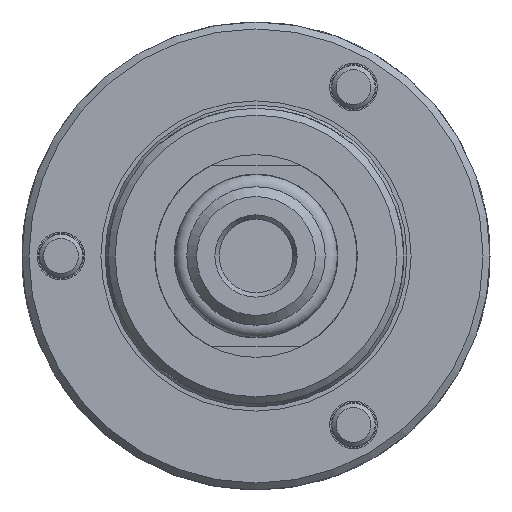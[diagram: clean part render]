
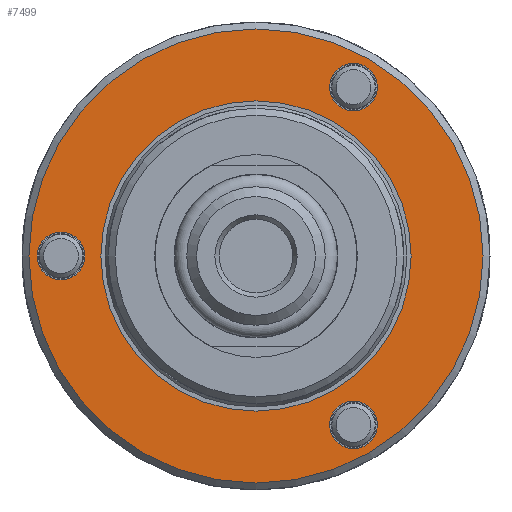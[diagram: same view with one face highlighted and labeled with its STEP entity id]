
A CAD part, left-side view. The second image highlights one B-rep face of the part: STEP entity #7499.
In plain terms, the highlighted planar face has unit normal (-1, 0, 0).
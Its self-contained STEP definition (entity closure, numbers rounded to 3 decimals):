
#593=FACE_BOUND('',#2289,.T.);
#594=FACE_BOUND('',#2290,.T.);
#595=FACE_BOUND('',#2291,.T.);
#596=FACE_BOUND('',#2292,.T.);
#649=PLANE('',#8013);
#1846=FACE_OUTER_BOUND('',#2288,.T.);
#2288=EDGE_LOOP('',(#5207));
#2289=EDGE_LOOP('',(#5208));
#2290=EDGE_LOOP('',(#5209));
#2291=EDGE_LOOP('',(#5210));
#2292=EDGE_LOOP('',(#5211,#5212));
#2786=CIRCLE('',#8011,17.9);
#2787=CIRCLE('',#8012,17.9);
#2788=CIRCLE('',#8014,26.2);
#2789=CIRCLE('',#8015,2.75);
#2790=CIRCLE('',#8016,2.75);
#2791=CIRCLE('',#8017,2.75);
#3120=VERTEX_POINT('',#10922);
#3121=VERTEX_POINT('',#10923);
#3122=VERTEX_POINT('',#10928);
#3123=VERTEX_POINT('',#10930);
#3124=VERTEX_POINT('',#10932);
#3125=VERTEX_POINT('',#10934);
#3940=EDGE_CURVE('',#3120,#3121,#2786,.T.);
#3941=EDGE_CURVE('',#3121,#3120,#2787,.T.);
#3943=EDGE_CURVE('',#3122,#3122,#2788,.T.);
#3944=EDGE_CURVE('',#3123,#3123,#2789,.T.);
#3945=EDGE_CURVE('',#3124,#3124,#2790,.T.);
#3946=EDGE_CURVE('',#3125,#3125,#2791,.T.);
#5207=ORIENTED_EDGE('',*,*,#3943,.F.);
#5208=ORIENTED_EDGE('',*,*,#3944,.T.);
#5209=ORIENTED_EDGE('',*,*,#3945,.T.);
#5210=ORIENTED_EDGE('',*,*,#3946,.T.);
#5211=ORIENTED_EDGE('',*,*,#3940,.T.);
#5212=ORIENTED_EDGE('',*,*,#3941,.T.);
#7499=ADVANCED_FACE('',(#1846,#593,#594,#595,#596),#649,.T.);
#8011=AXIS2_PLACEMENT_3D('',#10924,#8772,#8773);
#8012=AXIS2_PLACEMENT_3D('',#10925,#8774,#8775);
#8013=AXIS2_PLACEMENT_3D('',#10927,#8777,#8778);
#8014=AXIS2_PLACEMENT_3D('',#10929,#8779,#8780);
#8015=AXIS2_PLACEMENT_3D('',#10931,#8781,#8782);
#8016=AXIS2_PLACEMENT_3D('',#10933,#8783,#8784);
#8017=AXIS2_PLACEMENT_3D('',#10935,#8785,#8786);
#8772=DIRECTION('center_axis',(1.,0.,0.));
#8773=DIRECTION('ref_axis',(0.,1.,0.));
#8774=DIRECTION('center_axis',(1.,0.,0.));
#8775=DIRECTION('ref_axis',(0.,1.,0.));
#8777=DIRECTION('center_axis',(-1.,0.,0.));
#8778=DIRECTION('ref_axis',(0.,0.,1.));
#8779=DIRECTION('center_axis',(1.,0.,0.));
#8780=DIRECTION('ref_axis',(0.,-1.,0.));
#8781=DIRECTION('center_axis',(1.,0.,0.));
#8782=DIRECTION('ref_axis',(0.,0.,-1.));
#8783=DIRECTION('center_axis',(1.,0.,0.));
#8784=DIRECTION('ref_axis',(0.,0.866,0.5));
#8785=DIRECTION('center_axis',(1.,0.,0.));
#8786=DIRECTION('ref_axis',(0.,-0.866,0.5));
#10922=CARTESIAN_POINT('',(5.,17.9,0.));
#10923=CARTESIAN_POINT('',(5.,-17.9,0.));
#10924=CARTESIAN_POINT('Origin',(5.,0.,0.));
#10925=CARTESIAN_POINT('Origin',(5.,0.,0.));
#10927=CARTESIAN_POINT('Origin',(5.,21.133,0.));
#10928=CARTESIAN_POINT('',(5.,26.2,0.));
#10929=CARTESIAN_POINT('Origin',(5.,0.,0.));
#10930=CARTESIAN_POINT('',(5.,22.5,2.75));
#10931=CARTESIAN_POINT('Origin',(5.,22.5,0.));
#10932=CARTESIAN_POINT('',(5.,-13.632,18.111));
#10933=CARTESIAN_POINT('Origin',(5.,-11.25,19.486));
#10934=CARTESIAN_POINT('',(5.,-8.868,-20.861));
#10935=CARTESIAN_POINT('Origin',(5.,-11.25,-19.486));
